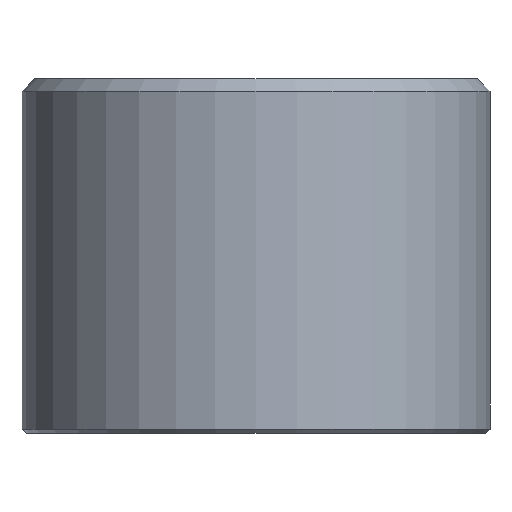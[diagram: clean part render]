
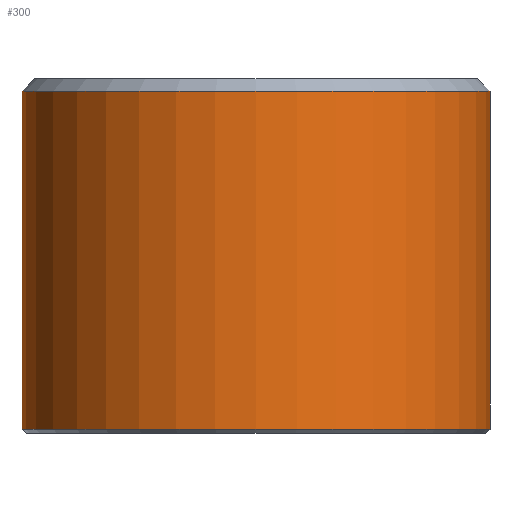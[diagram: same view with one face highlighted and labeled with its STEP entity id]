
A CAD part, front view. The second image highlights one B-rep face of the part: STEP entity #300.
In plain terms, the highlighted cylindrical face has radius 114.25 mm (diameter 228.5 mm), a full revolution.
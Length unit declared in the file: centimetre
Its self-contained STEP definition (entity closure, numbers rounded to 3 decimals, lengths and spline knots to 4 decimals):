
#112=CYLINDRICAL_SURFACE('',#336,11.425);
#129=VERTEX_POINT('',#390);
#130=VERTEX_POINT('',#393);
#148=CIRCLE('',#335,11.425);
#149=CIRCLE('',#337,11.425);
#167=EDGE_CURVE('',#129,#129,#148,.T.);
#168=EDGE_CURVE('',#130,#130,#149,.T.);
#202=ORIENTED_EDGE('',*,*,#168,.F.);
#203=ORIENTED_EDGE('',*,*,#167,.T.);
#240=EDGE_LOOP('',(#202));
#241=EDGE_LOOP('',(#203));
#278=FACE_BOUND('',#240,.T.);
#279=FACE_BOUND('',#241,.T.);
#300=ADVANCED_FACE('',(#278,#279),#112,.T.);
#335=AXIS2_PLACEMENT_3D('',#389,#460,#461);
#336=AXIS2_PLACEMENT_3D('',#391,#462,#463);
#337=AXIS2_PLACEMENT_3D('',#392,#464,#465);
#389=CARTESIAN_POINT('',(0.,0.,-16.8));
#390=CARTESIAN_POINT('',(0.,-11.425,-16.8));
#391=CARTESIAN_POINT('',(0.,0.,-8.55));
#392=CARTESIAN_POINT('',(0.,0.,-0.3));
#393=CARTESIAN_POINT('',(0.,-11.425,-0.3));
#460=DIRECTION('',(0.,0.,1.));
#461=DIRECTION('',(0.,-11.425,0.));
#462=DIRECTION('',(0.,0.,1.));
#463=DIRECTION('',(0.,-11.425,0.));
#464=DIRECTION('',(0.,0.,1.));
#465=DIRECTION('',(0.,-11.425,0.));
